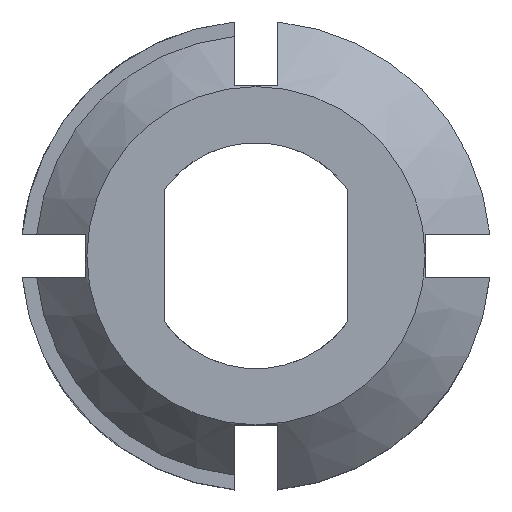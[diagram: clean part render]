
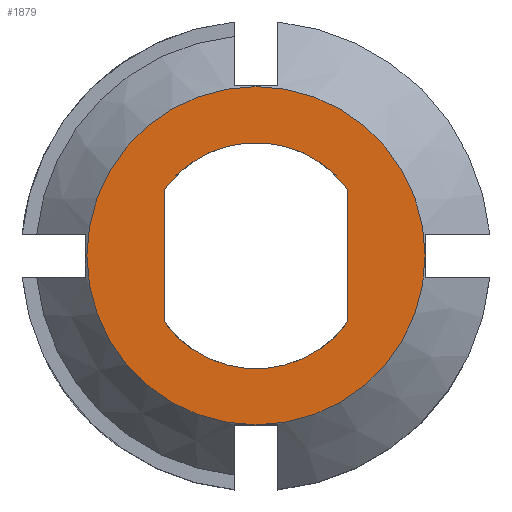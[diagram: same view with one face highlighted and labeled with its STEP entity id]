
A CAD part, top view. The second image highlights one B-rep face of the part: STEP entity #1879.
In plain terms, the highlighted planar face has unit normal (0, 0, 1).
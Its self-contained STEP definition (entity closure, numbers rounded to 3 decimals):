
#80 = CARTESIAN_POINT ( 'NONE',  ( 12.7, -9.145, 34. ) ) ;
#126 = EDGE_CURVE ( 'NONE', #621, #1415, #1451, .T. ) ;
#132 = VECTOR ( 'NONE', #1423, 1000. ) ;
#140 = CARTESIAN_POINT ( 'NONE',  ( 0., 0., 34. ) ) ;
#190 = LINE ( 'NONE', #1217, #132 ) ;
#241 = ORIENTED_EDGE ( 'NONE', *, *, #1309, .T. ) ;
#301 = DIRECTION ( 'NONE',  ( 0., 0., 1. ) ) ;
#320 = DIRECTION ( 'NONE',  ( 0., 0., 1. ) ) ;
#347 = PLANE ( 'NONE',  #2387 ) ;
#455 = CARTESIAN_POINT ( 'NONE',  ( -12.7, 9.145, 34. ) ) ;
#459 = CIRCLE ( 'NONE', #2237, 23.4 ) ;
#495 = FACE_OUTER_BOUND ( 'NONE', #896, .T. ) ;
#581 = EDGE_CURVE ( 'NONE', #2118, #1252, #459, .T. ) ;
#594 = EDGE_CURVE ( 'NONE', #1157, #621, #2316, .T. ) ;
#604 = DIRECTION ( 'NONE',  ( 1., 0., 0. ) ) ;
#610 = CARTESIAN_POINT ( 'NONE',  ( 0., 0., 34. ) ) ;
#615 = DIRECTION ( 'NONE',  ( 0., 0., 1. ) ) ;
#621 = VERTEX_POINT ( 'NONE', #455 ) ;
#708 = CIRCLE ( 'NONE', #1815, 23.4 ) ;
#725 = CARTESIAN_POINT ( 'NONE',  ( -23.4, 0., 34. ) ) ;
#742 = DIRECTION ( 'NONE',  ( 0., 0., 1. ) ) ;
#787 = ORIENTED_EDGE ( 'NONE', *, *, #126, .F. ) ;
#807 = DIRECTION ( 'NONE',  ( 0., -1., 0. ) ) ;
#820 = DIRECTION ( 'NONE',  ( 1., 0., 0. ) ) ;
#824 = ORIENTED_EDGE ( 'NONE', *, *, #594, .F. ) ;
#827 = CARTESIAN_POINT ( 'NONE',  ( 0., -23.4, 34. ) ) ;
#890 = VERTEX_POINT ( 'NONE', #80 ) ;
#896 = EDGE_LOOP ( 'NONE', ( #241, #1442, #2388 ) ) ;
#948 = VECTOR ( 'NONE', #807, 1000. ) ;
#956 = EDGE_LOOP ( 'NONE', ( #1233, #1133, #787, #824 ) ) ;
#1049 = CARTESIAN_POINT ( 'NONE',  ( -12.7, -9.145, 34. ) ) ;
#1091 = DIRECTION ( 'NONE',  ( 1., 0., 0. ) ) ;
#1133 = ORIENTED_EDGE ( 'NONE', *, *, #2375, .F. ) ;
#1157 = VERTEX_POINT ( 'NONE', #2524 ) ;
#1207 = CARTESIAN_POINT ( 'NONE',  ( -12.7, 9.145, 34. ) ) ;
#1217 = CARTESIAN_POINT ( 'NONE',  ( 12.7, 9.145, 34. ) ) ;
#1233 = ORIENTED_EDGE ( 'NONE', *, *, #2162, .F. ) ;
#1252 = VERTEX_POINT ( 'NONE', #2378 ) ;
#1309 = EDGE_CURVE ( 'NONE', #1252, #2426, #1320, .T. ) ;
#1320 = CIRCLE ( 'NONE', #2097, 23.4 ) ;
#1406 = DIRECTION ( 'NONE',  ( 1., 0., 0. ) ) ;
#1415 = VERTEX_POINT ( 'NONE', #1049 ) ;
#1423 = DIRECTION ( 'NONE',  ( 0., 1., 0. ) ) ;
#1442 = ORIENTED_EDGE ( 'NONE', *, *, #2070, .T. ) ;
#1451 = LINE ( 'NONE', #1207, #948 ) ;
#1504 = CARTESIAN_POINT ( 'NONE',  ( 0., 0., 34. ) ) ;
#1697 = DIRECTION ( 'NONE',  ( 1., 0., 0. ) ) ;
#1766 = AXIS2_PLACEMENT_3D ( 'NONE', #1504, #320, #1697 ) ;
#1801 = CARTESIAN_POINT ( 'NONE',  ( 0., 0., 34. ) ) ;
#1815 = AXIS2_PLACEMENT_3D ( 'NONE', #610, #2011, #820 ) ;
#1879 = ADVANCED_FACE ( 'NONE', ( #495, #1973 ), #347, .T. ) ;
#1973 = FACE_BOUND ( 'NONE', #956, .T. ) ;
#1989 = AXIS2_PLACEMENT_3D ( 'NONE', #2371, #615, #1406 ) ;
#2011 = DIRECTION ( 'NONE',  ( 0., 0., 1. ) ) ;
#2070 = EDGE_CURVE ( 'NONE', #2426, #2118, #708, .T. ) ;
#2072 = CIRCLE ( 'NONE', #1766, 15.65 ) ;
#2097 = AXIS2_PLACEMENT_3D ( 'NONE', #1801, #2186, #604 ) ;
#2118 = VERTEX_POINT ( 'NONE', #827 ) ;
#2128 = DIRECTION ( 'NONE',  ( 1., 0., 0. ) ) ;
#2162 = EDGE_CURVE ( 'NONE', #890, #1157, #190, .T. ) ;
#2184 = CARTESIAN_POINT ( 'NONE',  ( 0., 0., 34. ) ) ;
#2186 = DIRECTION ( 'NONE',  ( 0., 0., 1. ) ) ;
#2237 = AXIS2_PLACEMENT_3D ( 'NONE', #2184, #301, #1091 ) ;
#2316 = CIRCLE ( 'NONE', #1989, 15.65 ) ;
#2371 = CARTESIAN_POINT ( 'NONE',  ( 0., 0., 34. ) ) ;
#2375 = EDGE_CURVE ( 'NONE', #1415, #890, #2072, .T. ) ;
#2378 = CARTESIAN_POINT ( 'NONE',  ( 23.4, 0., 34. ) ) ;
#2387 = AXIS2_PLACEMENT_3D ( 'NONE', #140, #742, #2128 ) ;
#2388 = ORIENTED_EDGE ( 'NONE', *, *, #581, .T. ) ;
#2426 = VERTEX_POINT ( 'NONE', #725 ) ;
#2524 = CARTESIAN_POINT ( 'NONE',  ( 12.7, 9.145, 34. ) ) ;
